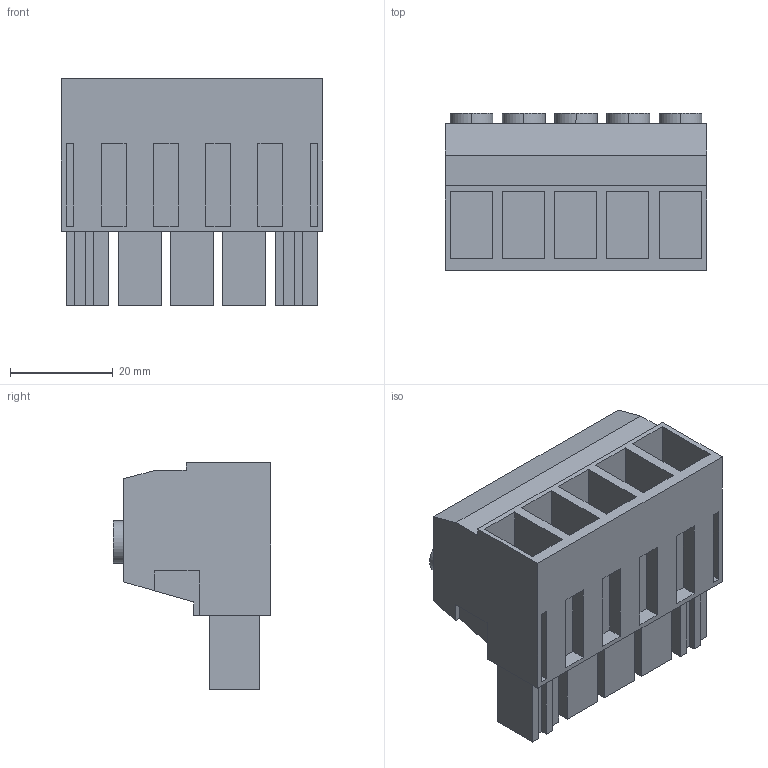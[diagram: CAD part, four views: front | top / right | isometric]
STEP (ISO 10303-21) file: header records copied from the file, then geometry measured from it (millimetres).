
FILE_DESCRIPTION(('CATIA V5 STEP Exchange','CAx-IF Rec.Pracs.--- Model Styling and Organization---1.2---2011-12-15'),'2;1');
FILE_NAME ('D1459163_0_1924570000_1924570000.stp','2017-04-28T06:34:42+00:00',('none'),('Weidmueller'),'CATIA Version 5-6 Release 2014','CATIA V5 STEP AP214','none');
FILE_SCHEMA(('AUTOMOTIVE_DESIGN { 1 0 10303 214 1 1 1 1 }'));
Length unit declared in the file: millimetre
Products named in the file (1): 1924570000
Bounding box: 50.8 x 30.6 x 44.1 mm (x, y, z)
Volume: 35311.2 mm3; surface area: 15908.4 mm2
Topology: 6 solids, 6 shells, 331 faces, 881 edges, 598 vertices
Faces by surface type: plane 301, cylinder 30
Entity records: 9768 total; most frequent: CARTESIAN_POINT 1899, ORIENTED_EDGE 1762, DIRECTION 1316, EDGE_CURVE 881, VECTOR 801, LINE 801, VERTEX_POINT 598, EDGE_LOOP 367
